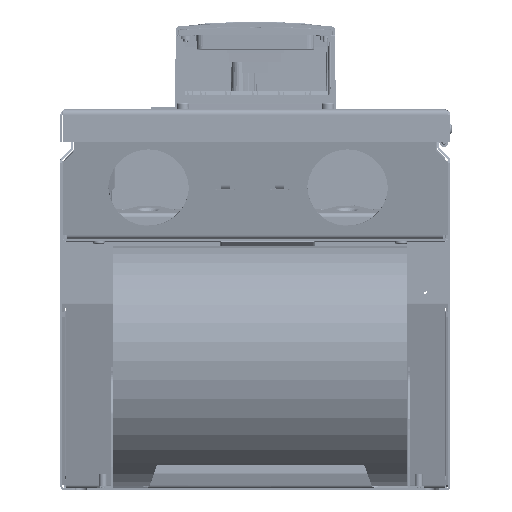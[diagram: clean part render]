
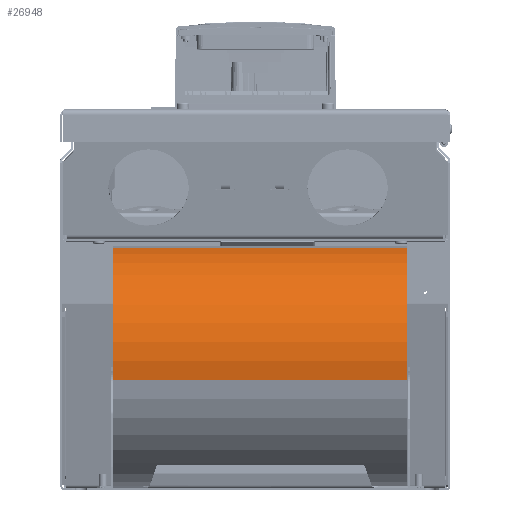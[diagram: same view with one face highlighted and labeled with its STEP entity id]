
A CAD part, front view. The second image highlights one B-rep face of the part: STEP entity #26948.
In plain terms, the highlighted cylindrical face has radius 83.5 mm (diameter 167 mm), a partial arc.
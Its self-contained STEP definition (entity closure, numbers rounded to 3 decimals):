
#26336=CARTESIAN_POINT('',(-103.85,-291.316,96.194));
#26337=DIRECTION('',(-1.,0.,0.));
#26338=DIRECTION('',(0.,-0.982,-0.189));
#26339=AXIS2_PLACEMENT_3D('',#26336,#26337,#26338);
#26397=CARTESIAN_POINT('',(111.15,-291.316,96.194));
#26398=DIRECTION('',(1.,0.,0.));
#26399=DIRECTION('',(0.,-0.24,0.971));
#26400=AXIS2_PLACEMENT_3D('',#26397,#26398,#26399);
#26459=DIRECTION('',(1.,0.,0.));
#26460=VECTOR('',#26459,215.);
#26461=CARTESIAN_POINT('',(-103.85,-373.309,80.4));
#26462=LINE('',#26461,#26460);
#26463=DIRECTION('',(-1.,0.,0.));
#26464=VECTOR('',#26463,215.);
#26465=CARTESIAN_POINT('',(111.15,-311.389,177.246));
#26466=LINE('',#26465,#26464);
#26743=CARTESIAN_POINT('',(111.15,-373.309,80.4));
#26745=VERTEX_POINT('',#26743);
#26749=CARTESIAN_POINT('',(-103.85,-373.309,80.4));
#26750=VERTEX_POINT('',#26749);
#26755=CARTESIAN_POINT('',(-103.85,-311.389,177.246));
#26757=VERTEX_POINT('',#26755);
#26769=CARTESIAN_POINT('',(111.15,-311.389,177.246));
#26770=VERTEX_POINT('',#26769);
#26936=CARTESIAN_POINT('',(3.65,-291.316,
96.194));
#26937=DIRECTION('',(-1.,0.,0.));
#26938=DIRECTION('',(0.,-0.982,-0.189));
#26939=AXIS2_PLACEMENT_3D('',#26936,#26937,#26938);
#26940=CYLINDRICAL_SURFACE('',#26939,83.5);
#26941=ORIENTED_EDGE('',*,*,#26895,.T.);
#26943=ORIENTED_EDGE('',*,*,#26942,.F.);
#26944=ORIENTED_EDGE('',*,*,#26830,.T.);
#26945=ORIENTED_EDGE('',*,*,#26875,.F.);
#26946=EDGE_LOOP('',(#26941,#26943,#26944,#26945));
#26947=FACE_OUTER_BOUND('',#26946,.F.);
#26948=ADVANCED_FACE('',(#26947),#26940,.T.);
#26340=CIRCLE('',#26339,83.5);
#26401=CIRCLE('',#26400,83.5);
#26830=EDGE_CURVE('',#26750,#26757,#26340,.T.);
#26875=EDGE_CURVE('',#26770,#26757,#26466,.T.);
#26895=EDGE_CURVE('',#26770,#26745,#26401,.T.);
#26942=EDGE_CURVE('',#26750,#26745,#26462,.T.);
